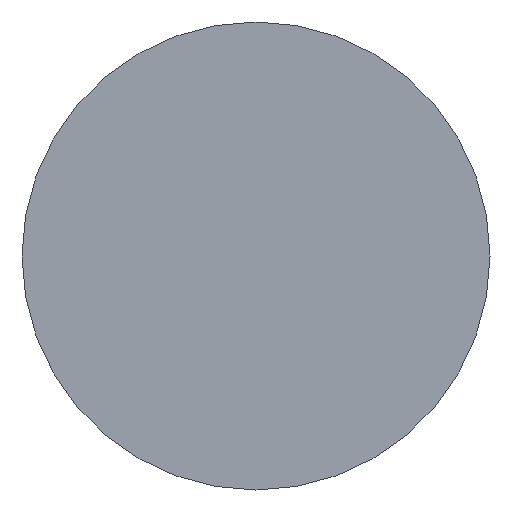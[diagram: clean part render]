
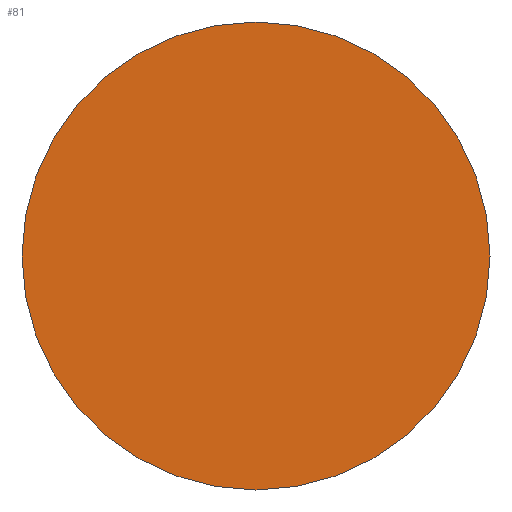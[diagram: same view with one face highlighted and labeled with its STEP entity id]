
A CAD part, left-side view. The second image highlights one B-rep face of the part: STEP entity #81.
In plain terms, the highlighted planar face has unit normal (-1, 0, 0).
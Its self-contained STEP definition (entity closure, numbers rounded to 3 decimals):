
#3 = FACE_OUTER_BOUND ( 'NONE', #169, .T. ) ;
#13 = DIRECTION ( 'NONE',  ( 0., 0., 1. ) ) ;
#31 = CARTESIAN_POINT ( 'NONE',  ( 0., 0., -25. ) ) ;
#42 = AXIS2_PLACEMENT_3D ( 'NONE', #115, #49, #150 ) ;
#49 = DIRECTION ( 'NONE',  ( 1., 0., 0. ) ) ;
#60 = CARTESIAN_POINT ( 'NONE',  ( 0., 0., 25. ) ) ;
#66 = VERTEX_POINT ( 'NONE', #31 ) ;
#72 = DIRECTION ( 'NONE',  ( -1., 0., 0. ) ) ;
#78 = ORIENTED_EDGE ( 'NONE', *, *, #113, .T. ) ;
#79 = AXIS2_PLACEMENT_3D ( 'NONE', #88, #138, #13 ) ;
#80 = AXIS2_PLACEMENT_3D ( 'NONE', #102, #72, #127 ) ;
#81 = ADVANCED_FACE ( 'NONE', ( #3 ), #167, .F. ) ;
#88 = CARTESIAN_POINT ( 'NONE',  ( 0., 0., 0. ) ) ;
#95 = EDGE_CURVE ( 'NONE', #108, #66, #132, .T. ) ;
#102 = CARTESIAN_POINT ( 'NONE',  ( 0., 0., 0. ) ) ;
#108 = VERTEX_POINT ( 'NONE', #60 ) ;
#113 = EDGE_CURVE ( 'NONE', #66, #108, #156, .T. ) ;
#115 = CARTESIAN_POINT ( 'NONE',  ( 0., 25., 0. ) ) ;
#127 = DIRECTION ( 'NONE',  ( 0., 0., 1. ) ) ;
#132 = CIRCLE ( 'NONE', #79, 25. ) ;
#133 = ORIENTED_EDGE ( 'NONE', *, *, #95, .T. ) ;
#138 = DIRECTION ( 'NONE',  ( -1., 0., 0. ) ) ;
#150 = DIRECTION ( 'NONE',  ( 0., 0., -1. ) ) ;
#156 = CIRCLE ( 'NONE', #80, 25. ) ;
#167 = PLANE ( 'NONE',  #42 ) ;
#169 = EDGE_LOOP ( 'NONE', ( #133, #78 ) ) ;
